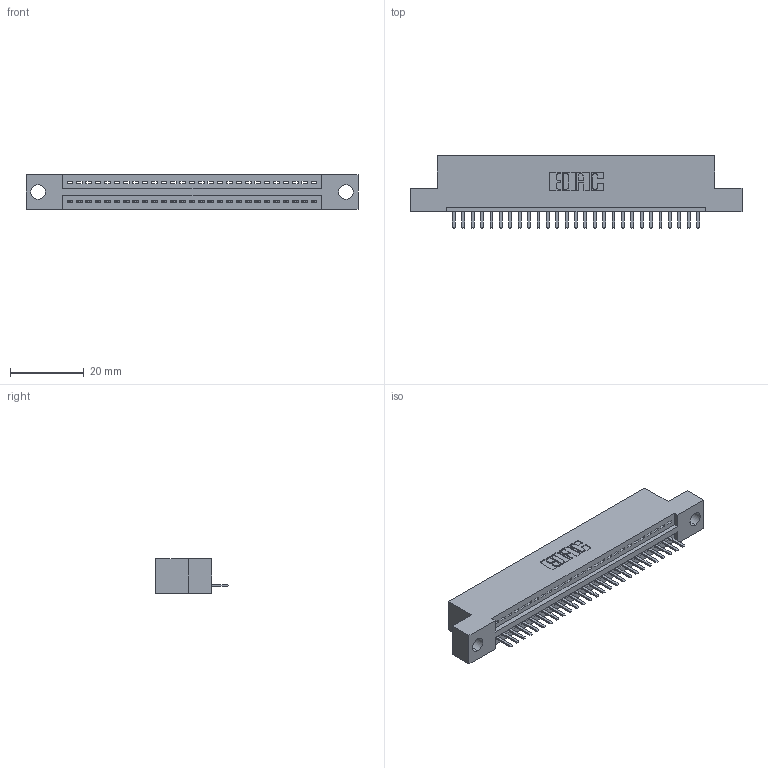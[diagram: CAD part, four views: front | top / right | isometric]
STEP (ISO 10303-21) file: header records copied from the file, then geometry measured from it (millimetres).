
FILE_DESCRIPTION (( 'STEP AP203' ), '1' );
FILE_NAME ('395-027-520-104.STEP', '2019-10-19T01:48:07', ( '' ), ( '' ), 'SwSTEP 2.0', 'SolidWorks 2016', '' );
FILE_SCHEMA (( 'CONFIG_CONTROL_DESIGN' ));
Length unit declared in the file: inch
Products named in the file (3): 345 Part_Flush Mounting Lugs - 0.156 Dia-TH; 395-027-520-104; 345-292-001_345-293-120
Assembly tree (28 placements, depth 2):
  395-027-520-104
    345 Part_Flush Mounting Lugs - 0.156 Dia-TH
    345-292-001_345-293-120  x27
Bounding box: 89.79 x 19.68 x 9.4 mm (x, y, z)
Volume: 8239.9 mm3; surface area: 10300.8 mm2
Topology: 28 solids, 28 shells, 1800 faces, 5309 edges, 3466 vertices
Faces by surface type: plane 1214, cylinder 586
Entity records: 22457 total; most frequent: CARTESIAN_POINT 3909, ORIENTED_EDGE 3858, DIRECTION 3423, EDGE_CURVE 1929, VECTOR 1685, LINE 1685, VERTEX_POINT 1282, AXIS2_PLACEMENT_3D 869
